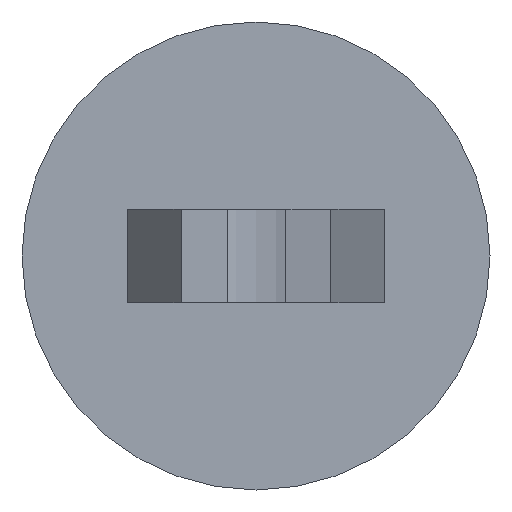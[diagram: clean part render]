
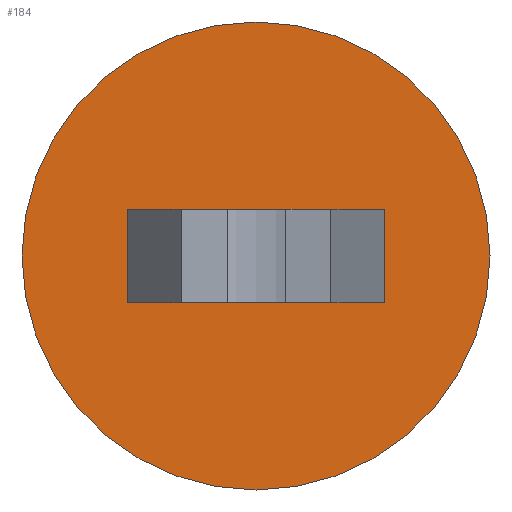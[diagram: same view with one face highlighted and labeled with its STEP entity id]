
A CAD part, front view. The second image highlights one B-rep face of the part: STEP entity #184.
In plain terms, the highlighted planar face has unit normal (0, -1, 0).
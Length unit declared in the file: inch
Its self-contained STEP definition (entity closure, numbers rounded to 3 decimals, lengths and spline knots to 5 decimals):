
#72 = VERTEX_POINT ( 'NONE', #500 ) ;
#73 = EDGE_CURVE ( 'NONE', #88, #177, #523, .T. ) ;
#79 = ORIENTED_EDGE ( 'NONE', *, *, #73, .F. ) ;
#80 = ORIENTED_EDGE ( 'NONE', *, *, #256, .T. ) ;
#81 = ORIENTED_EDGE ( 'NONE', *, *, #128, .T. ) ;
#88 = VERTEX_POINT ( 'NONE', #582 ) ;
#92 = EDGE_CURVE ( 'NONE', #204, #93, #580, .T. ) ;
#93 = VERTEX_POINT ( 'NONE', #583 ) ;
#118 = ORIENTED_EDGE ( 'NONE', *, *, #188, .F. ) ;
#119 = ORIENTED_EDGE ( 'NONE', *, *, #387, .T. ) ;
#120 = ORIENTED_EDGE ( 'NONE', *, *, #121, .T. ) ;
#121 = EDGE_CURVE ( 'NONE', #134, #189, #793, .T. ) ;
#122 = EDGE_LOOP ( 'NONE', ( #123, #160 ) ) ;
#123 = ORIENTED_EDGE ( 'NONE', *, *, #124, .F. ) ;
#124 = EDGE_CURVE ( 'NONE', #93, #204, #630, .T. ) ;
#128 = EDGE_CURVE ( 'NONE', #238, #134, #722, .T. ) ;
#134 = VERTEX_POINT ( 'NONE', #710 ) ;
#141 = EDGE_CURVE ( 'NONE', #142, #72, #709, .T. ) ;
#142 = VERTEX_POINT ( 'NONE', #705 ) ;
#159 = EDGE_LOOP ( 'NONE', ( #161, #162, #79, #80, #81, #120, #118, #119 ) ) ;
#160 = ORIENTED_EDGE ( 'NONE', *, *, #92, .F. ) ;
#161 = ORIENTED_EDGE ( 'NONE', *, *, #141, .T. ) ;
#162 = ORIENTED_EDGE ( 'NONE', *, *, #163, .T. ) ;
#163 = EDGE_CURVE ( 'NONE', #72, #177, #777, .T. ) ;
#177 = VERTEX_POINT ( 'NONE', #744 ) ;
#184 = ADVANCED_FACE ( 'NONE', ( #737, #736 ), #685, .F. ) ;
#188 = EDGE_CURVE ( 'NONE', #196, #189, #655, .T. ) ;
#189 = VERTEX_POINT ( 'NONE', #651 ) ;
#196 = VERTEX_POINT ( 'NONE', #624 ) ;
#204 = VERTEX_POINT ( 'NONE', #1017 ) ;
#238 = VERTEX_POINT ( 'NONE', #1000 ) ;
#256 = EDGE_CURVE ( 'NONE', #88, #238, #827, .T. ) ;
#387 = EDGE_CURVE ( 'NONE', #196, #142, #1054, .T. ) ;
#500 = CARTESIAN_POINT ( 'NONE',  ( -0.00719, 0., 0.01 ) ) ;
#520 = DIRECTION ( 'NONE',  ( -1., 0., 0. ) ) ;
#521 = VECTOR ( 'NONE', #520, 39.37008 ) ;
#522 = CARTESIAN_POINT ( 'NONE',  ( 0., 0., 0.01 ) ) ;
#523 = LINE ( 'NONE', #522, #521 ) ;
#573 = DIRECTION ( 'NONE',  ( 0., 0., 1. ) ) ;
#574 = DIRECTION ( 'NONE',  ( 0., 1., 0. ) ) ;
#580 = CIRCLE ( 'NONE', #593, 0.05 ) ;
#582 = CARTESIAN_POINT ( 'NONE',  ( 0.017, 0., 0.01 ) ) ;
#583 = CARTESIAN_POINT ( 'NONE',  ( 0., 0., -0.05 ) ) ;
#592 = CARTESIAN_POINT ( 'NONE',  ( 0., 0., 0. ) ) ;
#593 = AXIS2_PLACEMENT_3D ( 'NONE', #592, #574, #573 ) ;
#624 = CARTESIAN_POINT ( 'NONE',  ( -0.017, 0., -0.01 ) ) ;
#627 = DIRECTION ( 'NONE',  ( 0., 0., 1. ) ) ;
#628 = DIRECTION ( 'NONE',  ( 0., 1., 0. ) ) ;
#629 = AXIS2_PLACEMENT_3D ( 'NONE', #794, #628, #627 ) ;
#630 = CIRCLE ( 'NONE', #629, 0.05 ) ;
#651 = CARTESIAN_POINT ( 'NONE',  ( -0.00719, 0., -0.01 ) ) ;
#652 = DIRECTION ( 'NONE',  ( 1., 0., 0. ) ) ;
#653 = VECTOR ( 'NONE', #652, 39.37008 ) ;
#654 = CARTESIAN_POINT ( 'NONE',  ( 0., 0., -0.01 ) ) ;
#655 = LINE ( 'NONE', #654, #653 ) ;
#681 = DIRECTION ( 'NONE',  ( 0., 0., 1. ) ) ;
#682 = DIRECTION ( 'NONE',  ( 0., 1., 0. ) ) ;
#683 = CARTESIAN_POINT ( 'NONE',  ( 0., 0., 0. ) ) ;
#684 = AXIS2_PLACEMENT_3D ( 'NONE', #683, #682, #681 ) ;
#685 = PLANE ( 'NONE',  #684 ) ;
#705 = CARTESIAN_POINT ( 'NONE',  ( -0.017, 0., 0.01 ) ) ;
#706 = DIRECTION ( 'NONE',  ( 1., 0., 0. ) ) ;
#707 = VECTOR ( 'NONE', #706, 39.37008 ) ;
#708 = CARTESIAN_POINT ( 'NONE',  ( 0.017, 0., 0.01 ) ) ;
#709 = LINE ( 'NONE', #708, #707 ) ;
#710 = CARTESIAN_POINT ( 'NONE',  ( 0.00719, 0., -0.01 ) ) ;
#719 = DIRECTION ( 'NONE',  ( -1., 0., 0. ) ) ;
#720 = VECTOR ( 'NONE', #719, 39.37008 ) ;
#721 = CARTESIAN_POINT ( 'NONE',  ( 0.017, 0., -0.01 ) ) ;
#722 = LINE ( 'NONE', #721, #720 ) ;
#736 = FACE_BOUND ( 'NONE', #159, .T. ) ;
#737 = FACE_OUTER_BOUND ( 'NONE', #122, .T. ) ;
#744 = CARTESIAN_POINT ( 'NONE',  ( 0.00719, 0., 0.01 ) ) ;
#773 = DIRECTION ( 'NONE',  ( 1., 0., 0. ) ) ;
#774 = VECTOR ( 'NONE', #773, 39.37008 ) ;
#775 = CARTESIAN_POINT ( 'NONE',  ( 0.017, 0., 0.01 ) ) ;
#777 = LINE ( 'NONE', #775, #774 ) ;
#792 = CARTESIAN_POINT ( 'NONE',  ( 0.017, 0., -0.01 ) ) ;
#793 = LINE ( 'NONE', #792, #796 ) ;
#794 = CARTESIAN_POINT ( 'NONE',  ( 0., 0., 0. ) ) ;
#795 = DIRECTION ( 'NONE',  ( -1., 0., 0. ) ) ;
#796 = VECTOR ( 'NONE', #795, 39.37008 ) ;
#826 = CARTESIAN_POINT ( 'NONE',  ( 0.017, 0., 0.01 ) ) ;
#827 = LINE ( 'NONE', #826, #980 ) ;
#979 = DIRECTION ( 'NONE',  ( 0., 0., -1. ) ) ;
#980 = VECTOR ( 'NONE', #979, 39.37008 ) ;
#1000 = CARTESIAN_POINT ( 'NONE',  ( 0.017, 0., -0.01 ) ) ;
#1017 = CARTESIAN_POINT ( 'NONE',  ( 0., 0., 0.05 ) ) ;
#1037 = DIRECTION ( 'NONE',  ( 0., 0., 1. ) ) ;
#1038 = VECTOR ( 'NONE', #1037, 39.37008 ) ;
#1039 = CARTESIAN_POINT ( 'NONE',  ( -0.017, 0., 0.01 ) ) ;
#1054 = LINE ( 'NONE', #1039, #1038 ) ;
